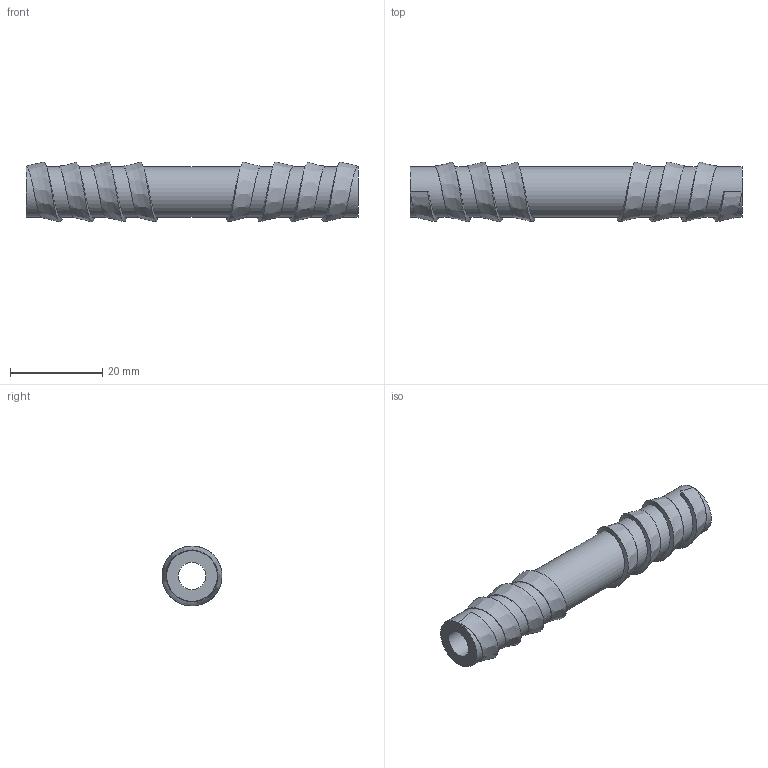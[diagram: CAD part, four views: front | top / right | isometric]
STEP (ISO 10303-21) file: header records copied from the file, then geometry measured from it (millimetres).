
FILE_DESCRIPTION(/* description */ (''),/* implementation_level */ '2;1');
FILE_NAME(/* name */ 'Dribblerschnecke_ipt_8d46209b.STEP',/* time_stamp */ '2021-11-25T10:12:04-03:00',/* author */ ('rYan'),/* organization */ (''),/* preprocessor_version */ 'ST-DEVELOPER v18.1',/* originating_system */ 'Autodesk Inventor 2020',/* authorisation */ '');
FILE_SCHEMA (('AUTOMOTIVE_DESIGN { 1 0 10303 214 3 1 1 }'));
Length unit declared in the file: millimetre
Products named in the file (1): Dribblerschnecke
Bounding box: 72 x 13 x 13 mm (x, y, z)
Volume: 5369.5 mm3; surface area: 4778.2 mm2
Topology: 1 solids, 1 shells, 22 faces, 52 edges, 32 vertices
Faces by surface type: cylinder 10, bspline 6, plane 6
Full cylindrical faces by diameter (mm): 6 x1, 11 x5
Entity records: 2289 total; most frequent: CARTESIAN_POINT 1797, ORIENTED_EDGE 104, DIRECTION 72, EDGE_CURVE 52, VERTEX_POINT 32, LINE 26, VECTOR 26, EDGE_LOOP 24
